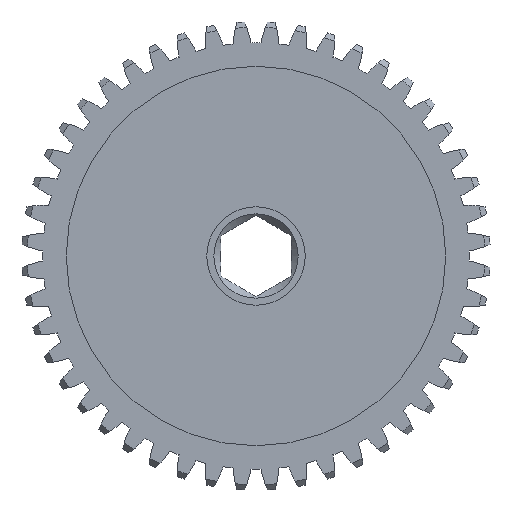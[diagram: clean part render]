
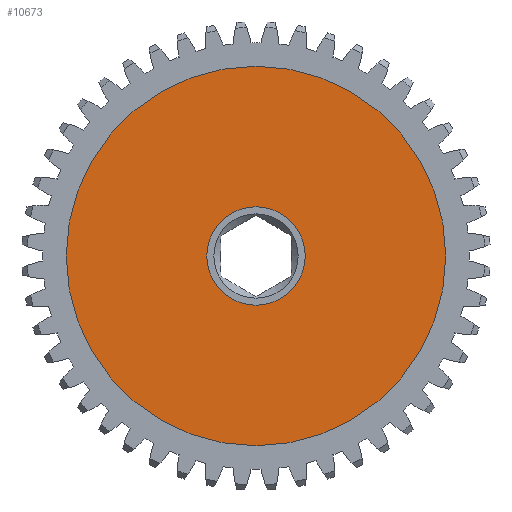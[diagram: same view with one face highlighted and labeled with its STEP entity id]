
A CAD part, left-side view. The second image highlights one B-rep face of the part: STEP entity #10673.
In plain terms, the highlighted planar face has unit normal (-1, 0, 0).
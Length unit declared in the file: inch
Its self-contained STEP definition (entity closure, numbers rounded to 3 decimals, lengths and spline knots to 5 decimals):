
#645 = DIRECTION ( 'NONE',  ( 0., 0., 1. ) ) ;
#1038 = CARTESIAN_POINT ( 'NONE',  ( 0.1375, 0., 0. ) ) ;
#1127 = VERTEX_POINT ( 'NONE', #2191 ) ;
#1355 = AXIS2_PLACEMENT_3D ( 'NONE', #2051, #10731, #3793 ) ;
#1513 = ORIENTED_EDGE ( 'NONE', *, *, #8206, .T. ) ;
#1527 = VERTEX_POINT ( 'NONE', #3636 ) ;
#1789 = CIRCLE ( 'NONE', #2866, 1.0125 ) ;
#1827 = DIRECTION ( 'NONE',  ( -1., 0., 0. ) ) ;
#1970 = CIRCLE ( 'NONE', #8271, 1.0125 ) ;
#2051 = CARTESIAN_POINT ( 'NONE',  ( 0.1375, 0., 0. ) ) ;
#2084 = VERTEX_POINT ( 'NONE', #6777 ) ;
#2191 = CARTESIAN_POINT ( 'NONE',  ( 0.1375, 0., 1.0125 ) ) ;
#2379 = CARTESIAN_POINT ( 'NONE',  ( 0.1375, 0., 0. ) ) ;
#2387 = DIRECTION ( 'NONE',  ( 0., 0., 1. ) ) ;
#2718 = DIRECTION ( 'NONE',  ( 0., 0., 1. ) ) ;
#2866 = AXIS2_PLACEMENT_3D ( 'NONE', #1038, #1827, #2718 ) ;
#3025 = DIRECTION ( 'NONE',  ( 0., 0., 1. ) ) ;
#3167 = DIRECTION ( 'NONE',  ( -1., 0., 0. ) ) ;
#3636 = CARTESIAN_POINT ( 'NONE',  ( 0.1375, 0., 0.2625 ) ) ;
#3793 = DIRECTION ( 'NONE',  ( 0., 0., 1. ) ) ;
#3859 = CIRCLE ( 'NONE', #1355, 0.2625 ) ;
#4012 = EDGE_CURVE ( 'NONE', #1527, #2084, #3859, .T. ) ;
#4148 = ORIENTED_EDGE ( 'NONE', *, *, #4012, .F. ) ;
#6277 = CARTESIAN_POINT ( 'NONE',  ( 0.1375, 0., -1.0125 ) ) ;
#6662 = PLANE ( 'NONE',  #10176 ) ;
#6691 = ORIENTED_EDGE ( 'NONE', *, *, #6698, .F. ) ;
#6698 = EDGE_CURVE ( 'NONE', #2084, #1527, #10227, .T. ) ;
#6777 = CARTESIAN_POINT ( 'NONE',  ( 0.1375, 0., -0.2625 ) ) ;
#6968 = AXIS2_PLACEMENT_3D ( 'NONE', #7874, #8767, #3025 ) ;
#7048 = VERTEX_POINT ( 'NONE', #6277 ) ;
#7274 = EDGE_LOOP ( 'NONE', ( #6691, #4148 ) ) ;
#7460 = DIRECTION ( 'NONE',  ( -1., 0., 0. ) ) ;
#7518 = CARTESIAN_POINT ( 'NONE',  ( 0.1375, 0., 0. ) ) ;
#7824 = EDGE_LOOP ( 'NONE', ( #1513, #10788 ) ) ;
#7874 = CARTESIAN_POINT ( 'NONE',  ( 0.1375, 0., 0. ) ) ;
#7947 = EDGE_CURVE ( 'NONE', #7048, #1127, #1789, .T. ) ;
#8206 = EDGE_CURVE ( 'NONE', #1127, #7048, #1970, .T. ) ;
#8271 = AXIS2_PLACEMENT_3D ( 'NONE', #7518, #7460, #2387 ) ;
#8767 = DIRECTION ( 'NONE',  ( -1., 0., 0. ) ) ;
#9030 = FACE_BOUND ( 'NONE', #7274, .T. ) ;
#10176 = AXIS2_PLACEMENT_3D ( 'NONE', #2379, #3167, #645 ) ;
#10227 = CIRCLE ( 'NONE', #6968, 0.2625 ) ;
#10673 = ADVANCED_FACE ( 'NONE', ( #9030, #10893 ), #6662, .T. ) ;
#10731 = DIRECTION ( 'NONE',  ( -1., 0., 0. ) ) ;
#10788 = ORIENTED_EDGE ( 'NONE', *, *, #7947, .T. ) ;
#10893 = FACE_OUTER_BOUND ( 'NONE', #7824, .T. ) ;
